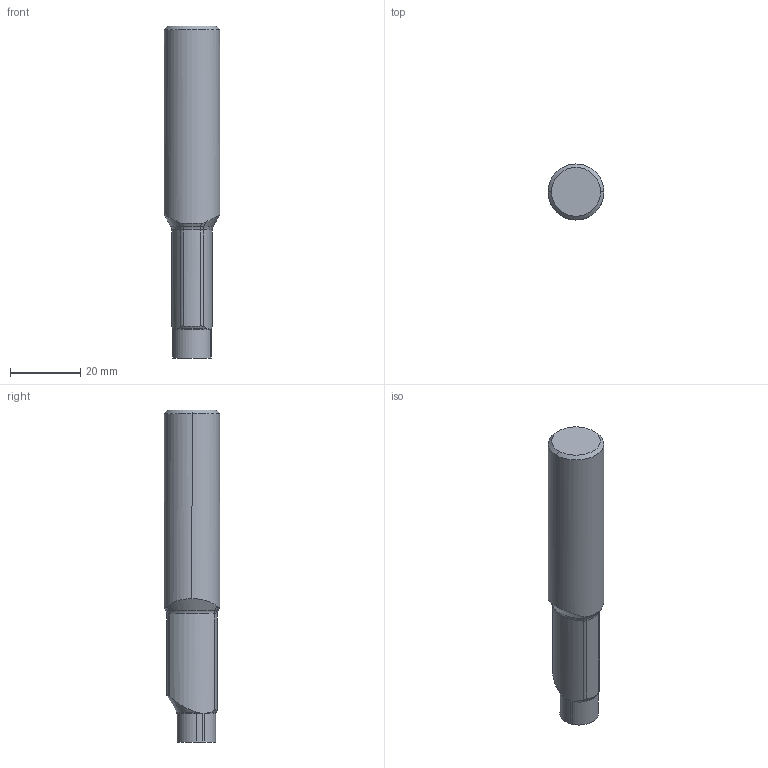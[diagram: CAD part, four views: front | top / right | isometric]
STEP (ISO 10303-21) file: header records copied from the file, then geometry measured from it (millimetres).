
FILE_DESCRIPTION(/* description */ (''),/* implementation_level */ '2;1');
FILE_NAME(/* name */ '1589459241726.stp',/* time_stamp */ '2020-05-14T17:57:37+05:00',/* author */ (''),/* organization */ ('SMS'),/* preprocessor_version */ 'ST-DEVELOPER v16.7',/* originating_system */ 'SIEMENS PLM Software NX 12.0',/* authorisation */ '');
FILE_SCHEMA (('AUTOMOTIVE_DESIGN { 1 0 10303 214 3 1 1 1 }'));
Length unit declared in the file: millimetre
Products named in the file (1): 202737734mod000_00
Bounding box: 15.88 x 15.88 x 94.4 mm (x, y, z)
Volume: 15742.6 mm3; surface area: 4596.7 mm2
Topology: 1 solids, 1 shells, 43 faces, 100 edges, 62 vertices
Faces by surface type: cone 15, cylinder 14, torus 12, plane 2
Entity records: 1424 total; most frequent: CARTESIAN_POINT 395, DIRECTION 217, ORIENTED_EDGE 200, EDGE_CURVE 100, AXIS2_PLACEMENT_3D 94, VERTEX_POINT 59, CIRCLE 47, ADVANCED_FACE 43
